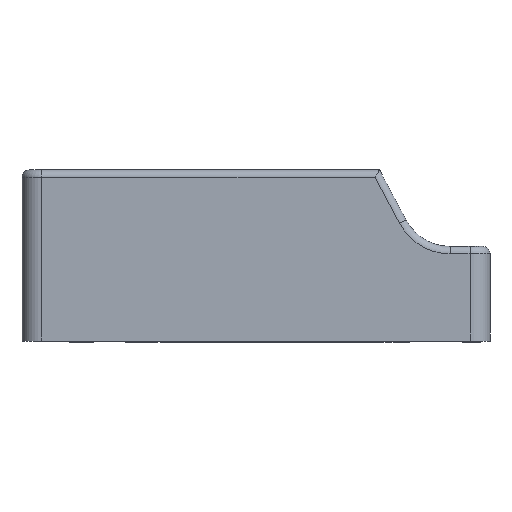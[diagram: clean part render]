
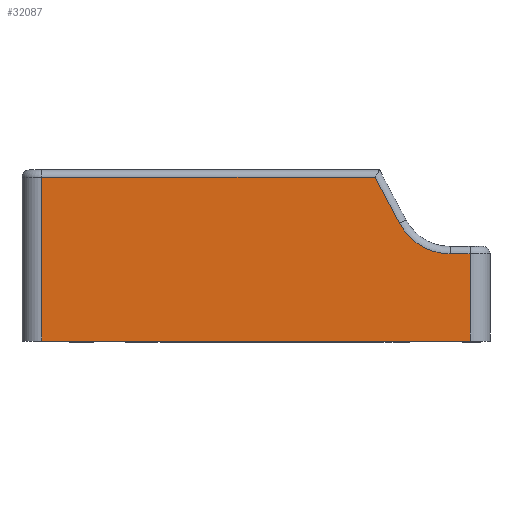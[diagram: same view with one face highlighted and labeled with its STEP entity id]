
A CAD part, left-side view. The second image highlights one B-rep face of the part: STEP entity #32087.
In plain terms, the highlighted planar face has unit normal (-1, 0, 0).
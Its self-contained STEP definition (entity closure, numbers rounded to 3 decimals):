
#2642=CIRCLE('',#34426,11.5);
#4153=FACE_OUTER_BOUND('',#6052,.T.);
#6052=EDGE_LOOP('',(#25437,#25438,#25439,#25440,#25441,#25442,#25443));
#8696=LINE('',#52137,#11592);
#8721=LINE('',#52221,#11617);
#8722=LINE('',#52223,#11618);
#8723=LINE('',#52227,#11619);
#8724=LINE('',#52229,#11620);
#8725=LINE('',#52230,#11621);
#11592=VECTOR('',#39065,10.);
#11617=VECTOR('',#39150,10.);
#11618=VECTOR('',#39151,10.);
#11619=VECTOR('',#39154,10.);
#11620=VECTOR('',#39155,10.);
#11621=VECTOR('',#39156,10.);
#14357=VERTEX_POINT('',#52134);
#14358=VERTEX_POINT('',#52136);
#14387=VERTEX_POINT('',#52220);
#14388=VERTEX_POINT('',#52222);
#14389=VERTEX_POINT('',#52224);
#14390=VERTEX_POINT('',#52226);
#14391=VERTEX_POINT('',#52228);
#18308=EDGE_CURVE('',#14357,#14358,#8696,.T.);
#18350=EDGE_CURVE('',#14387,#14357,#8721,.T.);
#18351=EDGE_CURVE('',#14388,#14387,#8722,.T.);
#18352=EDGE_CURVE('',#14389,#14388,#2642,.T.);
#18353=EDGE_CURVE('',#14390,#14389,#8723,.T.);
#18354=EDGE_CURVE('',#14391,#14390,#8724,.T.);
#18355=EDGE_CURVE('',#14358,#14391,#8725,.T.);
#25437=ORIENTED_EDGE('',*,*,#18350,.F.);
#25438=ORIENTED_EDGE('',*,*,#18351,.F.);
#25439=ORIENTED_EDGE('',*,*,#18352,.F.);
#25440=ORIENTED_EDGE('',*,*,#18353,.F.);
#25441=ORIENTED_EDGE('',*,*,#18354,.F.);
#25442=ORIENTED_EDGE('',*,*,#18355,.F.);
#25443=ORIENTED_EDGE('',*,*,#18308,.F.);
#30863=PLANE('',#34425);
#32087=ADVANCED_FACE('',(#4153),#30863,.T.);
#34425=AXIS2_PLACEMENT_3D('',#52219,#39148,#39149);
#34426=AXIS2_PLACEMENT_3D('',#52225,#39152,#39153);
#39065=DIRECTION('',(0.,1.,0.));
#39148=DIRECTION('center_axis',(-1.,0.,0.));
#39149=DIRECTION('ref_axis',(0.,-1.,0.));
#39150=DIRECTION('',(0.,0.,-1.));
#39151=DIRECTION('',(0.,-1.,0.));
#39152=DIRECTION('center_axis',(-1.,0.,0.));
#39153=DIRECTION('ref_axis',(0.,0.514,-0.857));
#39154=DIRECTION('',(0.,-0.471,-0.882));
#39155=DIRECTION('',(0.,-1.,0.));
#39156=DIRECTION('',(0.,0.,1.));
#52134=CARTESIAN_POINT('',(-36.,-45.,-12.));
#52136=CARTESIAN_POINT('',(-36.,41.,-12.));
#52137=CARTESIAN_POINT('',(-36.,-27.775,-12.));
#52219=CARTESIAN_POINT('Origin',(-36.,45.,0.));
#52220=CARTESIAN_POINT('',(-36.,-45.,5.5));
#52221=CARTESIAN_POINT('',(-36.,-45.,-1.));
#52222=CARTESIAN_POINT('',(-36.,-41.,5.5));
#52223=CARTESIAN_POINT('',(-36.,0.,5.5));
#52224=CARTESIAN_POINT('',(-36.,-30.853,11.588));
#52225=CARTESIAN_POINT('Origin',(-36.,-41.,17.));
#52226=CARTESIAN_POINT('',(-36.,-25.913,20.85));
#52227=CARTESIAN_POINT('',(-36.,-24.86,22.825));
#52228=CARTESIAN_POINT('',(-36.,41.,20.85));
#52229=CARTESIAN_POINT('',(-36.,22.5,20.85));
#52230=CARTESIAN_POINT('',(-36.,41.,0.));
